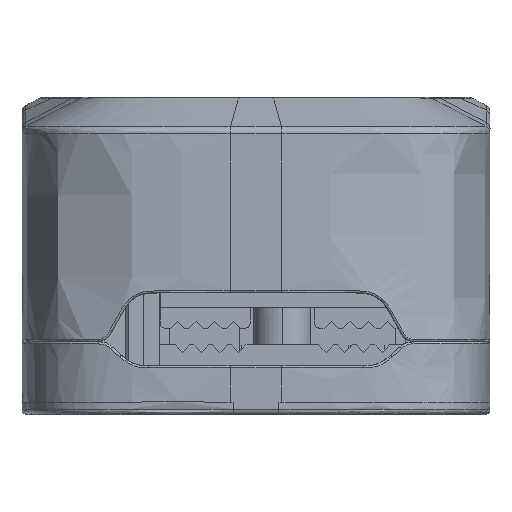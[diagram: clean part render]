
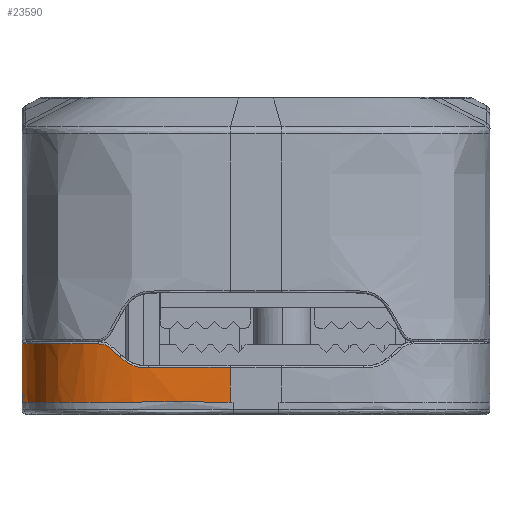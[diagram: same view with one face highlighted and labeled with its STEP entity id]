
A CAD part, left-side view. The second image highlights one B-rep face of the part: STEP entity #23590.
In plain terms, the highlighted face is a extrusion surface.
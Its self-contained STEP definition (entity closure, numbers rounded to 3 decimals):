
#1440=CARTESIAN_POINT('',(-128.,429.426,-1.6));
#1450=VERTEX_POINT('',#1440);
#1480=CARTESIAN_POINT('',(-128.,429.426,-1.6));
#1490=DIRECTION('',(0.,0.,
-1.));
#1500=VECTOR('',#1490,4.038);
#1510=LINE('',#1480,#1500);
#1520=CARTESIAN_POINT('',(-128.,429.426,-5.638
));
#1530=VERTEX_POINT('',#1520);
#1540=EDGE_CURVE('',#1450,#1530,#1510,.T.);
#1560=CARTESIAN_POINT('',(-130.65,429.422,-5.638
));
#1570=CARTESIAN_POINT('',(-129.767,429.422,-5.638
));
#1580=CARTESIAN_POINT('',(-128.883,429.426,-5.638
));
#1590=CARTESIAN_POINT('',(-128.,429.426,-5.638
));
#1600=B_SPLINE_CURVE_WITH_KNOTS('',3,(#1560,#1570,#1580,#1590),
.UNSPECIFIED.,.F.,.F.,(4,4),(0.,1.),.UNSPECIFIED.);
#1610=CARTESIAN_POINT('',(-130.65,429.422,-5.638
));
#1620=VERTEX_POINT('',#1610);
#1630=EDGE_CURVE('',#1620,#1530,#1600,.T.);
#1650=CARTESIAN_POINT('',(-130.65,429.421,-6.438)
);
#1660=DIRECTION('',(0.,0.002,
1.));
#1670=VECTOR('',#1660,0.8);
#1680=LINE('',#1650,#1670);
#1690=CARTESIAN_POINT('',(-130.65,429.421,-6.438)
);
#1700=VERTEX_POINT('',#1690);
#1710=EDGE_CURVE('',#1700,#1620,#1680,.T.);
#21940=CARTESIAN_POINT('',(-130.65,429.421,-6.438
));
#21950=CARTESIAN_POINT('',(-131.314,429.414,-6.438)
);
#21960=CARTESIAN_POINT('',(-133.719,429.366,
-6.438));
#21970=CARTESIAN_POINT('',(-137.604,429.103,-6.438
));
#21980=CARTESIAN_POINT('',(-141.656,428.068,
-6.438));
#21990=CARTESIAN_POINT('',(-144.675,426.102,-6.438
));
#22000=CARTESIAN_POINT('',(-146.183,423.787,-6.438
));
#22010=CARTESIAN_POINT('',(-146.773,422.188,
-6.438));
#22020=CARTESIAN_POINT('',(-146.896,421.804,-6.438
));
#22030=B_SPLINE_CURVE_WITH_KNOTS('',3,(#21940,#21950,#21960,#21970,
#21980,#21990,#22000,#22010,#22020),.UNSPECIFIED.,.F.,.F.,(4,1,1,1,1,1,4
),(0.,0.08,0.294,0.508,0.722,
0.936,1.),.UNSPECIFIED.);
#22040=CARTESIAN_POINT('',(-146.896,421.804,-6.438
));
#22050=VERTEX_POINT('',#22040);
#22060=EDGE_CURVE('',#1700,#22050,#22030,.T.);
#22080=CARTESIAN_POINT('',(-146.896,421.804,-6.438
));
#22090=CARTESIAN_POINT('',(-147.096,421.179,
-6.438));
#22100=CARTESIAN_POINT('',(-147.431,419.842,-6.436)
);
#22110=CARTESIAN_POINT('',(-147.755,417.591,-6.42
));
#22120=CARTESIAN_POINT('',(-147.933,415.104,
-6.411));
#22130=CARTESIAN_POINT('',(-147.999,412.384,
-6.411));
#22140=CARTESIAN_POINT('',(-148.,410.425,
-6.432));
#22150=CARTESIAN_POINT('',(-148.,409.426,-6.438
));
#22160=B_SPLINE_CURVE_WITH_KNOTS('',3,(#22080,#22090,#22100,#22110,
#22120,#22130,#22140,#22150),.UNSPECIFIED.,.F.,.F.,(4,1,1,1,1,4),(0.,0.2
,0.4,0.6,0.8,1.),.UNSPECIFIED.);
#22170=CARTESIAN_POINT('',(-148.,409.426,-6.438
));
#22180=VERTEX_POINT('',#22170);
#22190=EDGE_CURVE('',#22050,#22180,#22160,.T.);
#22440=CARTESIAN_POINT('',(-127.654,429.426,
-51.222));
#22450=CARTESIAN_POINT('',(-127.769,429.426,
-51.222));
#22460=CARTESIAN_POINT('',(-129.445,429.426,
-51.222));
#22470=CARTESIAN_POINT('',(-132.909,429.426,
-51.222));
#22480=CARTESIAN_POINT('',(-137.604,429.102,
-51.222));
#22490=CARTESIAN_POINT('',(-141.656,428.068,-51.222
));
#22500=CARTESIAN_POINT('',(-144.675,426.102,-51.222
));
#22510=CARTESIAN_POINT('',(-146.642,423.083,
-51.222));
#22520=CARTESIAN_POINT('',(-147.676,419.031,
-51.222));
#22530=CARTESIAN_POINT('',(-147.999,414.335,
-51.222));
#22540=CARTESIAN_POINT('',(-148.,410.871,
-51.222));
#22550=CARTESIAN_POINT('',(-148.,409.196,
-51.222));
#22560=CARTESIAN_POINT('',(-148.,409.081,
-51.222));
#22570=B_SPLINE_CURVE_WITH_KNOTS('',3,(#22440,#22450,#22460,#22470,
#22480,#22490,#22500,#22510,#22520,#22530,#22540,#22550,#22560),
.UNSPECIFIED.,.F.,.F.,(4,1,1,1,1,1,1,1,1,1,4),(0.,0.008,
0.119,0.246,0.373,0.5,
0.627,0.754,0.881,0.992,1.),
.UNSPECIFIED.);
#22580=DIRECTION('',(0.,0.,1.));
#22590=VECTOR('',#22580,1.);
#22600=SURFACE_OF_LINEAR_EXTRUSION('',#22570,#22590);
#22610=ORIENTED_EDGE('',*,*,#1710,.F.);
#22620=ORIENTED_EDGE('',*,*,#1630,.F.);
#22630=ORIENTED_EDGE('',*,*,#1540,.T.);
#22640=CARTESIAN_POINT('',(-128.,429.426,-1.6));
#22650=CARTESIAN_POINT('',(-128.668,429.426,-1.6));
#22660=CARTESIAN_POINT('',(-129.337,429.426,-1.6
));
#22670=CARTESIAN_POINT('',(-130.,429.423,-1.6
));
#22680=B_SPLINE_CURVE_WITH_KNOTS('',3,(#22640,#22650,#22660,#22670),
.UNSPECIFIED.,.F.,.F.,(4,4),(0.,1.),.UNSPECIFIED.);
#22690=CARTESIAN_POINT('',(-130.,429.423,-1.6
));
#22700=VERTEX_POINT('',#22690);
#22710=EDGE_CURVE('',#1450,#22700,#22680,.T.);
#22720=ORIENTED_EDGE('',*,*,#22710,.F.);
#22730=CARTESIAN_POINT('',(-130.5,429.419,-1.1
));
#22740=CARTESIAN_POINT('',(-130.445,429.42,
-1.155));
#22750=CARTESIAN_POINT('',(-130.334,429.422,
-1.266));
#22760=CARTESIAN_POINT('',(-130.167,429.42,
-1.433));
#22770=CARTESIAN_POINT('',(-130.056,429.422,
-1.544));
#22780=CARTESIAN_POINT('',(-130.,429.423,-1.6
));
#22790=B_SPLINE_CURVE_WITH_KNOTS('',3,(#22730,#22740,#22750,#22760,
#22770,#22780),.UNSPECIFIED.,.F.,.F.,(4,1,1,4),(0.,0.333,
0.667,1.),.UNSPECIFIED.);
#22800=CARTESIAN_POINT('',(-130.5,429.419,-1.1
));
#22810=VERTEX_POINT('',#22800);
#22820=EDGE_CURVE('',#22810,#22700,#22790,.T.);
#22830=ORIENTED_EDGE('',*,*,#22820,.T.);
#22840=CARTESIAN_POINT('',(-130.5,429.419,
-0.84));
#22850=DIRECTION('',(0.,0.,
-1.));
#22860=VECTOR('',#22850,0.26);
#22870=LINE('',#22840,#22860);
#22880=CARTESIAN_POINT('',(-130.5,429.419,
-0.84));
#22890=VERTEX_POINT('',#22880);
#22900=EDGE_CURVE('',#22890,#22810,#22870,.T.);
#22910=ORIENTED_EDGE('',*,*,#22900,.T.);
#22920=CARTESIAN_POINT('',(-146.784,422.137,
-0.84));
#22930=CARTESIAN_POINT('',(-146.692,422.402,
-0.84));
#22940=CARTESIAN_POINT('',(-146.125,423.875,
-0.84));
#22950=CARTESIAN_POINT('',(-144.676,426.102,
-0.84));
#22960=CARTESIAN_POINT('',(-141.656,428.068,
-0.84));
#22970=CARTESIAN_POINT('',(-137.604,429.102,-0.84
));
#22980=CARTESIAN_POINT('',(-133.673,429.373,
-0.84));
#22990=CARTESIAN_POINT('',(-131.215,429.413,
-0.84));
#23000=CARTESIAN_POINT('',(-130.5,429.419,
-0.84));
#23010=B_SPLINE_CURVE_WITH_KNOTS('',3,(#22920,#22930,#22940,#22950,
#22960,#22970,#22980,#22990,#23000),.UNSPECIFIED.,.F.,.F.,(4,1,1,1,1,1,4
),(0.,0.046,0.263,0.479,0.696,
0.912,1.),.UNSPECIFIED.);
#23020=CARTESIAN_POINT('',(-146.784,422.137,
-0.84));
#23030=VERTEX_POINT('',#23020);
#23040=EDGE_CURVE('',#23030,#22890,#23010,.T.);
#23050=ORIENTED_EDGE('',*,*,#23040,.T.);
#23060=CARTESIAN_POINT('',(-146.784,422.137,
-0.84));
#23070=CARTESIAN_POINT('',(-146.837,421.986,
-0.84));
#23080=CARTESIAN_POINT('',(-146.935,421.69,
-0.843));
#23090=CARTESIAN_POINT('',(-147.057,421.273,
-0.995));
#23100=CARTESIAN_POINT('',(-147.119,421.041,
-1.191));
#23110=CARTESIAN_POINT('',(-147.15,420.923,-1.295
));
#23120=B_SPLINE_CURVE_WITH_KNOTS('',3,(#23060,#23070,#23080,#23090,
#23100,#23110),.UNSPECIFIED.,.F.,.F.,(4,1,1,4),(0.,0.333,
0.667,1.),.UNSPECIFIED.);
#23130=CARTESIAN_POINT('',(-147.15,420.923,-1.295
));
#23140=VERTEX_POINT('',#23130);
#23150=EDGE_CURVE('',#23030,#23140,#23120,.T.);
#23160=ORIENTED_EDGE('',*,*,#23150,.F.);
#23170=CARTESIAN_POINT('',(-147.354,420.041,
-2.073));
#23180=CARTESIAN_POINT('',(-147.333,420.141,
-1.986));
#23190=CARTESIAN_POINT('',(-147.29,420.34,-1.811
));
#23200=CARTESIAN_POINT('',(-147.223,420.632,
-1.549));
#23210=CARTESIAN_POINT('',(-147.175,420.826,
-1.379));
#23220=CARTESIAN_POINT('',(-147.15,420.923,-1.295
));
#23230=B_SPLINE_CURVE_WITH_KNOTS('',3,(#23170,#23180,#23190,#23200,
#23210,#23220),.UNSPECIFIED.,.F.,.F.,(4,1,1,4),(0.,0.333,
0.667,1.),.UNSPECIFIED.);
#23240=CARTESIAN_POINT('',(-147.354,420.041,
-2.073));
#23250=VERTEX_POINT('',#23240);
#23260=EDGE_CURVE('',#23250,#23140,#23230,.T.);
#23270=ORIENTED_EDGE('',*,*,#23260,.T.);
#23280=CARTESIAN_POINT('',(-147.354,420.041,
-2.073));
#23290=CARTESIAN_POINT('',(-147.406,419.785,
-2.297));
#23300=CARTESIAN_POINT('',(-147.507,419.255,
-2.748));
#23310=CARTESIAN_POINT('',(-147.654,418.265,
-3.123));
#23320=CARTESIAN_POINT('',(-147.731,417.566,
-3.14));
#23330=CARTESIAN_POINT('',(-147.764,417.224,
-3.14));
#23340=B_SPLINE_CURVE_WITH_KNOTS('',3,(#23280,#23290,#23300,#23310,
#23320,#23330),.UNSPECIFIED.,.F.,.F.,(4,1,1,4),(0.,0.333,
0.667,1.),.UNSPECIFIED.);
#23350=CARTESIAN_POINT('',(-147.764,417.224,
-3.14));
#23360=VERTEX_POINT('',#23350);
#23370=EDGE_CURVE('',#23250,#23360,#23340,.T.);
#23380=ORIENTED_EDGE('',*,*,#23370,.F.);
#23390=CARTESIAN_POINT('',(-147.764,417.224,
-3.14));
#23400=CARTESIAN_POINT('',(-147.862,416.208,
-3.14));
#23410=CARTESIAN_POINT('',(-147.999,413.691,-3.14
));
#23420=CARTESIAN_POINT('',(-148.,410.986,
-3.14));
#23430=CARTESIAN_POINT('',(-148.,409.426,
-3.14));
#23440=B_SPLINE_CURVE_WITH_KNOTS('',3,(#23390,#23400,#23410,#23420,
#23430),.UNSPECIFIED.,.F.,.F.,(4,1,4),(0.,0.424,1.),
.UNSPECIFIED.);
#23450=CARTESIAN_POINT('',(-148.,409.426,
-3.14));
#23460=VERTEX_POINT('',#23450);
#23470=EDGE_CURVE('',#23360,#23460,#23440,.T.);
#23480=ORIENTED_EDGE('',*,*,#23470,.F.);
#23490=CARTESIAN_POINT('',(-148.,409.426,-6.438
));
#23500=DIRECTION('',(0.,0.,
1.));
#23510=VECTOR('',#23500,3.298);
#23520=LINE('',#23490,#23510);
#23530=EDGE_CURVE('',#22180,#23460,#23520,.T.);
#23540=ORIENTED_EDGE('',*,*,#23530,.T.);
#23550=ORIENTED_EDGE('',*,*,#22190,.T.);
#23560=ORIENTED_EDGE('',*,*,#22060,.T.);
#23570=EDGE_LOOP('',(#23560,#23550,#23540,#23480,#23380,#23270,#23160,
#23050,#22910,#22830,#22720,#22630,#22620,#22610));
#23580=FACE_OUTER_BOUND('',#23570,.T.);
#23590=ADVANCED_FACE('',(#23580),#22600,.T.);
